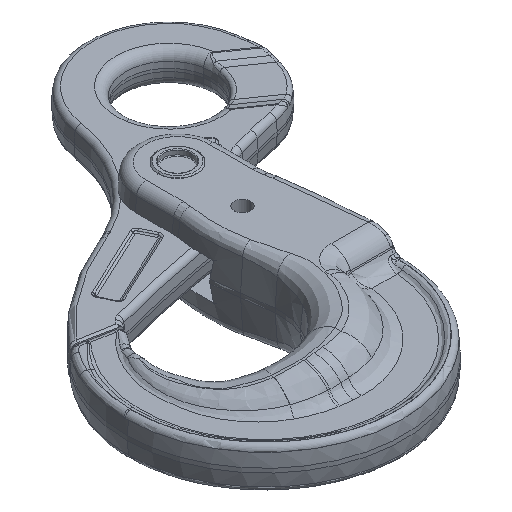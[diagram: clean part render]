
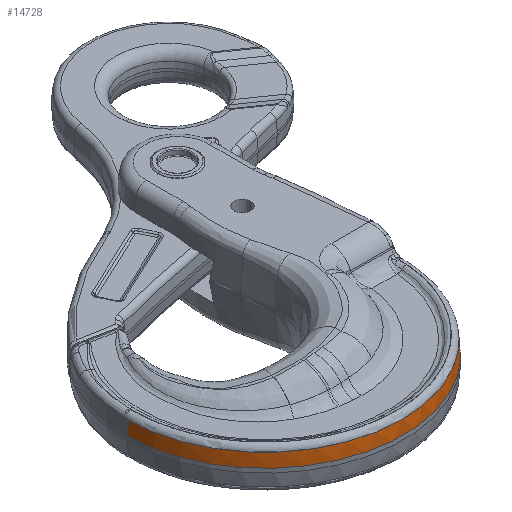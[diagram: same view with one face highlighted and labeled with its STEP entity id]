
A CAD part, isometric view. The second image highlights one B-rep face of the part: STEP entity #14728.
In plain terms, the highlighted conical face has half-angle 5 degrees and reference radius 96.618 mm.
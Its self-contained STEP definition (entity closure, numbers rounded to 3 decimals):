
#10798=CARTESIAN_POINT('Vertex',(37.996,-122.847,11.17)) ;
#10801=CARTESIAN_POINT('Line Origine',(-43531.897,-540.413,498040.199)) ;
#10805=CARTESIAN_POINT('Vertex',(38.842,-122.839,1.5)) ;
#14553=CARTESIAN_POINT('Vertex',(38.019,-125.187,10.849)) ;
#14557=CARTESIAN_POINT('Control Point',(37.996,-122.847,11.17)) ;
#14558=CARTESIAN_POINT('Control Point',(38.012,-123.302,11.043)) ;
#14559=CARTESIAN_POINT('Control Point',(38.022,-123.767,10.946)) ;
#14560=CARTESIAN_POINT('Control Point',(38.027,-124.24,10.881)) ;
#14561=CARTESIAN_POINT('Control Point',(38.026,-124.714,10.849)) ;
#14562=CARTESIAN_POINT('Control Point',(38.019,-125.187,10.849)) ;
#14689=CARTESIAN_POINT('Axis2P3D Location',(-61.022,-123.796,38.654)) ;
#14694=CARTESIAN_POINT('Line Origine',(-43685.199,-541.882,-497506.52)) ;
#14698=CARTESIAN_POINT('Vertex',(-160.068,-124.745,10.849)) ;
#14700=CARTESIAN_POINT('Vertex',(-160.886,-124.753,1.5)) ;
#14703=CARTESIAN_POINT('Axis2P3D Location',(-61.022,-123.796,1.5)) ;
#14707=CARTESIAN_POINT('Vertex',(18.069,-184.774,1.5)) ;
#14710=CARTESIAN_POINT('Axis2P3D Location',(-61.022,-123.796,1.5)) ;
#14715=CARTESIAN_POINT('Axis2P3D Location',(-61.022,-123.796,10.849)) ;
#10802=DIRECTION('Vector Direction',(-0.087,-0.001,0.996)) ;
#14690=DIRECTION('Axis2P3D Direction',(0.,0.,-1.)) ;
#14691=DIRECTION('Axis2P3D XDirection',(1.,0.01,0.)) ;
#14695=DIRECTION('Vector Direction',(-0.087,-0.001,-0.996)) ;
#14704=DIRECTION('Axis2P3D Direction',(0.,0.,-1.)) ;
#14711=DIRECTION('Axis2P3D Direction',(0.,0.,-1.)) ;
#14716=DIRECTION('Axis2P3D Direction',(0.,0.,-1.)) ;
#14692=AXIS2_PLACEMENT_3D('Cone Axis2P3D',#14689,#14690,#14691) ;
#14705=AXIS2_PLACEMENT_3D('Circle Axis2P3D',#14703,#14704,$) ;
#14712=AXIS2_PLACEMENT_3D('Circle Axis2P3D',#14710,#14711,$) ;
#14717=AXIS2_PLACEMENT_3D('Circle Axis2P3D',#14715,#14716,$) ;
#14721=ORIENTED_EDGE('',*,*,#14702,.T.) ;
#14722=ORIENTED_EDGE('',*,*,#14709,.T.) ;
#14723=ORIENTED_EDGE('',*,*,#14714,.T.) ;
#14724=ORIENTED_EDGE('',*,*,#10807,.T.) ;
#14725=ORIENTED_EDGE('',*,*,#14563,.F.) ;
#14726=ORIENTED_EDGE('',*,*,#14719,.F.) ;
#10803=VECTOR('Line Direction',#10802,1.) ;
#14696=VECTOR('Line Direction',#14695,1.) ;
#14728=ADVANCED_FACE('X025-20B-A--\X2\4F9D6A2354C15BE6969B5C3A5BF87E6A88FD\X0\',(#14727),#14693,.T.) ;
#14556=B_SPLINE_CURVE_WITH_KNOTS('',5,(#14557,#14558,#14559,#14560,#14561,#14562),.UNSPECIFIED.,.F.,.U.,(6,6),(25.048,26.682),.UNSPECIFIED.) ;
#14706=CIRCLE('generated circle',#14705,99.869) ;
#14713=CIRCLE('generated circle',#14712,99.869) ;
#14718=CIRCLE('generated circle',#14717,99.051) ;
#14693=CONICAL_SURFACE('Cone',#14692,96.618,0.087) ;
#10807=EDGE_CURVE('',#10806,#10799,#10804,.T.) ;
#14563=EDGE_CURVE('',#14554,#10799,#14556,.F.) ;
#14702=EDGE_CURVE('',#14699,#14701,#14697,.T.) ;
#14709=EDGE_CURVE('',#14701,#14708,#14706,.F.) ;
#14714=EDGE_CURVE('',#14708,#10806,#14713,.F.) ;
#14719=EDGE_CURVE('',#14699,#14554,#14718,.F.) ;
#14720=EDGE_LOOP('',(#14721,#14722,#14723,#14724,#14725,#14726)) ;
#14727=FACE_OUTER_BOUND('',#14720,.T.) ;
#10804=LINE('Line',#10801,#10803) ;
#14697=LINE('Line',#14694,#14696) ;
#10799=VERTEX_POINT('',#10798) ;
#10806=VERTEX_POINT('',#10805) ;
#14554=VERTEX_POINT('',#14553) ;
#14699=VERTEX_POINT('',#14698) ;
#14701=VERTEX_POINT('',#14700) ;
#14708=VERTEX_POINT('',#14707) ;
